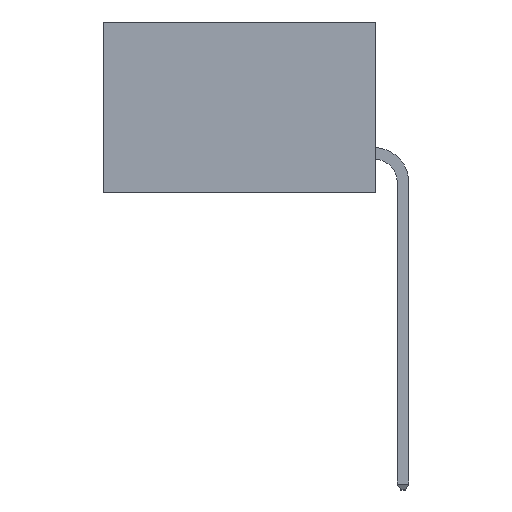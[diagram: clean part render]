
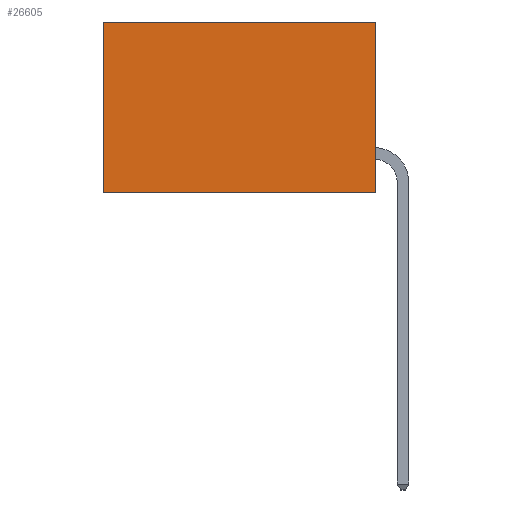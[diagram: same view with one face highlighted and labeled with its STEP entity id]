
A CAD part, left-side view. The second image highlights one B-rep face of the part: STEP entity #26605.
In plain terms, the highlighted planar face has unit normal (-1, 0, 0).
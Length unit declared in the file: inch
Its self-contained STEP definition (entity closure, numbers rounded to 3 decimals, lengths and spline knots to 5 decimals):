
#2268 = VECTOR ( 'NONE', #3593, 39.37008 ) ;
#2467 = EDGE_CURVE ( 'NONE', #16969, #14269, #20192, .T. ) ;
#3263 = DIRECTION ( 'NONE',  ( 0., 0., -1. ) ) ;
#3271 = CARTESIAN_POINT ( 'NONE',  ( 0.277, 0., 0. ) ) ;
#3593 = DIRECTION ( 'NONE',  ( 0., 1., 0. ) ) ;
#4961 = CARTESIAN_POINT ( 'NONE',  ( 0.277, 0., -0.37 ) ) ;
#5361 = LINE ( 'NONE', #4961, #22471 ) ;
#6584 = EDGE_CURVE ( 'NONE', #16969, #21008, #12705, .T. ) ;
#6720 = VECTOR ( 'NONE', #19833, 39.37008 ) ;
#7227 = DIRECTION ( 'NONE',  ( 0., 1., 0. ) ) ;
#8345 = ORIENTED_EDGE ( 'NONE', *, *, #6584, .F. ) ;
#10759 = PLANE ( 'NONE',  #23247 ) ;
#12705 = LINE ( 'NONE', #21909, #6720 ) ;
#13008 = DIRECTION ( 'NONE',  ( 1., 0., 0. ) ) ;
#13884 = CARTESIAN_POINT ( 'NONE',  ( 0.277, 0.59, 0. ) ) ;
#14269 = VERTEX_POINT ( 'NONE', #13884 ) ;
#16627 = CARTESIAN_POINT ( 'NONE',  ( 0.277, 0., 0. ) ) ;
#16969 = VERTEX_POINT ( 'NONE', #3271 ) ;
#17158 = LINE ( 'NONE', #21098, #22302 ) ;
#17169 = ORIENTED_EDGE ( 'NONE', *, *, #26259, .F. ) ;
#18547 = ORIENTED_EDGE ( 'NONE', *, *, #21840, .T. ) ;
#19404 = FACE_OUTER_BOUND ( 'NONE', #27359, .T. ) ;
#19833 = DIRECTION ( 'NONE',  ( 0., 0., -1. ) ) ;
#20192 = LINE ( 'NONE', #16627, #2268 ) ;
#21008 = VERTEX_POINT ( 'NONE', #21939 ) ;
#21098 = CARTESIAN_POINT ( 'NONE',  ( 0.277, 0.59, -0.37 ) ) ;
#21840 = EDGE_CURVE ( 'NONE', #14269, #27634, #17158, .T. ) ;
#21909 = CARTESIAN_POINT ( 'NONE',  ( 0.277, 0., -0.37 ) ) ;
#21939 = CARTESIAN_POINT ( 'NONE',  ( 0.277, 0., -0.37 ) ) ;
#22302 = VECTOR ( 'NONE', #3263, 39.37008 ) ;
#22471 = VECTOR ( 'NONE', #7227, 39.37008 ) ;
#23247 = AXIS2_PLACEMENT_3D ( 'NONE', #26171, #13008, #28288 ) ;
#25724 = ORIENTED_EDGE ( 'NONE', *, *, #2467, .T. ) ;
#26171 = CARTESIAN_POINT ( 'NONE',  ( 0.277, 0., -0.37 ) ) ;
#26259 = EDGE_CURVE ( 'NONE', #21008, #27634, #5361, .T. ) ;
#26605 = ADVANCED_FACE ( 'NONE', ( #19404 ), #10759, .F. ) ;
#27359 = EDGE_LOOP ( 'NONE', ( #18547, #17169, #8345, #25724 ) ) ;
#27634 = VERTEX_POINT ( 'NONE', #27648 ) ;
#27648 = CARTESIAN_POINT ( 'NONE',  ( 0.277, 0.59, -0.37 ) ) ;
#28288 = DIRECTION ( 'NONE',  ( 0., 0., -1. ) ) ;
